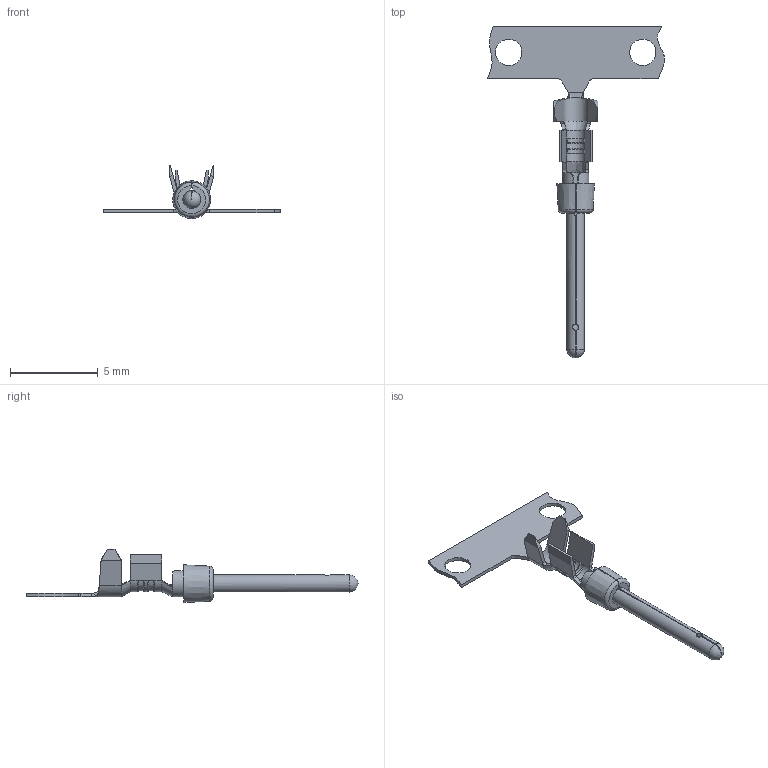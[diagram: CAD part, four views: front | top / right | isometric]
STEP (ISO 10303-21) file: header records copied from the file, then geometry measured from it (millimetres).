
FILE_DESCRIPTION( ( 'Unknown' ), '1' );
FILE_NAME( '61800413722.stp', 'Unknown', ( 'Unknown' ), ( 'Unknown' ), 'XStep 1.0', 'Unknown', ' ' );
FILE_SCHEMA( ( 'automotive_design' ) );
Length unit declared in the file: millimetre
Products named in the file (1): 1
Bounding box: 10.07 x 18.87 x 3.02 mm (x, y, z)
Volume: 15.8 mm3; surface area: 175.4 mm2
Topology: 1 solids, 1 shells, 146 faces, 386 edges, 240 vertices
Faces by surface type: plane 57, cylinder 46, bspline 28, torus 9, extrusion 2, sphere 2, cone 2
Full cylindrical faces by diameter (mm): 1.5 x2
Entity records: 7114 total; most frequent: CARTESIAN_POINT 2666, ORIENTED_EDGE 756, DIRECTION 563, EDGE_CURVE 378, VERTEX_POINT 236, AXIS2_PLACEMENT_3D 200, VECTOR 163, LINE 161
